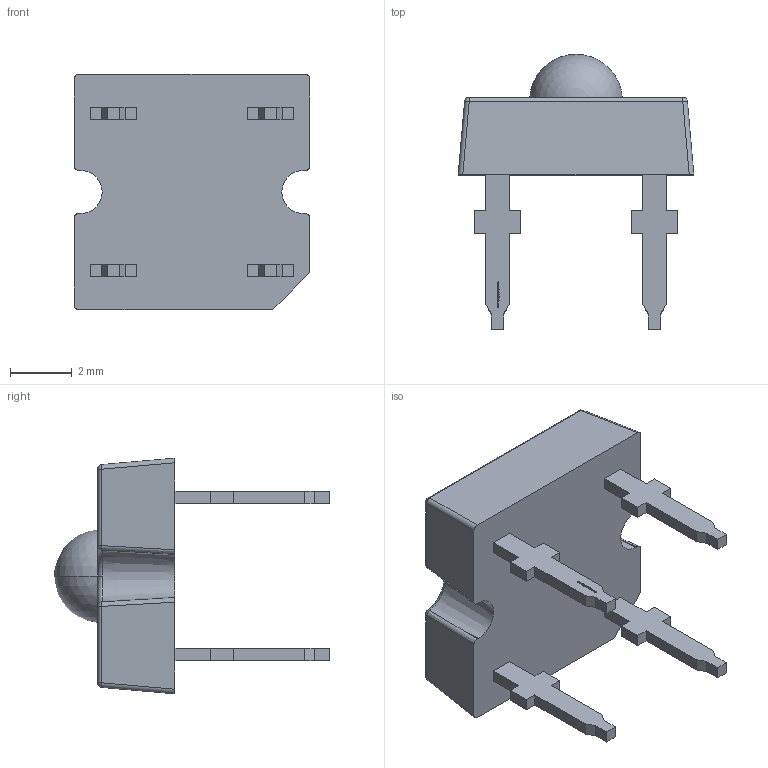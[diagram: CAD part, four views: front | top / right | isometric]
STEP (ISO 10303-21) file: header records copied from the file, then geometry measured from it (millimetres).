
FILE_DESCRIPTION (( 'STEP AP214' ), '1' );
FILE_NAME ('WP7679C1.STEP', '2008-09-07T18:43:51', ( '' ), ( '' ), 'SwSTEP 2.0', 'SolidWorks 2008', '' );
FILE_SCHEMA (( 'AUTOMOTIVE_DESIGN' ));
Length unit declared in the file: millimetre
Products named in the file (1): WP7679C1
Bounding box: 7.62 x 8.9 x 7.62 mm (x, y, z)
Volume: 142.4 mm3; surface area: 235.9 mm2
Topology: 1 solids, 1 shells, 396 faces, 1066 edges, 696 vertices
Faces by surface type: plane 244, bspline 120, cylinder 12, sphere 11, cone 6, torus 3
Entity records: 21957 total; most frequent: CARTESIAN_POINT 8717, ORIENTED_EDGE 2114, DIRECTION 1402, EDGE_CURVE 1057, VECTOR 760, LINE 760, VERTEX_POINT 696, EDGE_LOOP 429
